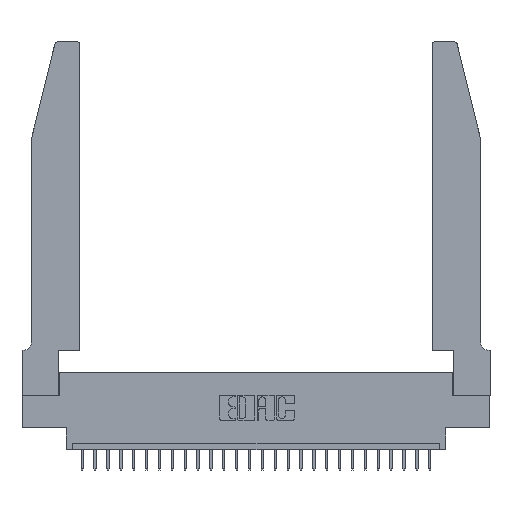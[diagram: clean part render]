
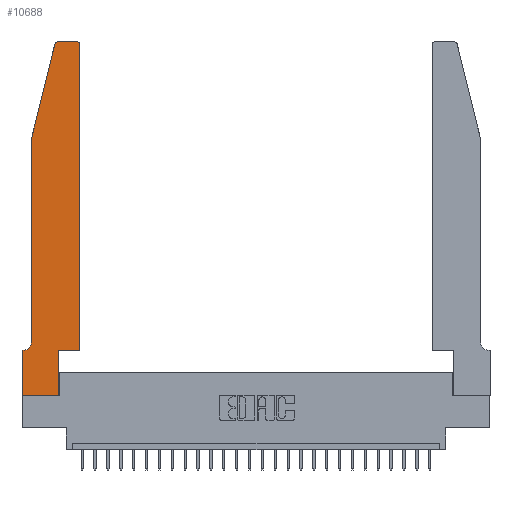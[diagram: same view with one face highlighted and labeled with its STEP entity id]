
A CAD part, top view. The second image highlights one B-rep face of the part: STEP entity #10688.
In plain terms, the highlighted planar face has unit normal (0, 0, 1).
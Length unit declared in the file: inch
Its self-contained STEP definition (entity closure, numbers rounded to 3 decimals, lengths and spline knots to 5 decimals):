
#167 = EDGE_CURVE ( 'NONE', #24604, #6842, #1697, .T. ) ;
#385 = DIRECTION ( 'NONE',  ( 0., 0., -1. ) ) ;
#1310 = LINE ( 'NONE', #20674, #1635 ) ;
#1337 = EDGE_CURVE ( 'NONE', #1580, #5845, #19262, .T. ) ;
#1421 = VERTEX_POINT ( 'NONE', #15244 ) ;
#1580 = VERTEX_POINT ( 'NONE', #11445 ) ;
#1635 = VECTOR ( 'NONE', #1968, 39.37008 ) ;
#1697 = LINE ( 'NONE', #7924, #2359 ) ;
#1968 = DIRECTION ( 'NONE',  ( 0., -1., 0. ) ) ;
#2248 = DIRECTION ( 'NONE',  ( 1., 0., 0. ) ) ;
#2298 = FACE_OUTER_BOUND ( 'NONE', #12440, .T. ) ;
#2359 = VECTOR ( 'NONE', #16452, 39.37008 ) ;
#2478 = EDGE_CURVE ( 'NONE', #13440, #12384, #1310, .T. ) ;
#2686 = ORIENTED_EDGE ( 'NONE', *, *, #2478, .T. ) ;
#2799 = CARTESIAN_POINT ( 'NONE',  ( 0.0755, 2., 0.37 ) ) ;
#2880 = LINE ( 'NONE', #21509, #25111 ) ;
#2930 = CARTESIAN_POINT ( 'NONE',  ( 0., 0., 0.37 ) ) ;
#3078 = ORIENTED_EDGE ( 'NONE', *, *, #7224, .T. ) ;
#3767 = CARTESIAN_POINT ( 'NONE',  ( 0.2865, 0.35, 0.37 ) ) ;
#3886 = VECTOR ( 'NONE', #7719, 39.37008 ) ;
#4624 = ORIENTED_EDGE ( 'NONE', *, *, #13114, .T. ) ;
#4753 = CARTESIAN_POINT ( 'NONE',  ( 0.2865, 0., 0.37 ) ) ;
#4839 = LINE ( 'NONE', #2799, #27773 ) ;
#4992 = EDGE_CURVE ( 'NONE', #17196, #1421, #12350, .T. ) ;
#5173 = EDGE_CURVE ( 'NONE', #5845, #11962, #2880, .T. ) ;
#5258 = CARTESIAN_POINT ( 'NONE',  ( 0.25487, 2.72718, 0.37 ) ) ;
#5466 = CIRCLE ( 'NONE', #13546, 0.03 ) ;
#5845 = VERTEX_POINT ( 'NONE', #22485 ) ;
#6274 = CARTESIAN_POINT ( 'NONE',  ( 0.0755, 2., 0.37 ) ) ;
#6842 = VERTEX_POINT ( 'NONE', #27832 ) ;
#6983 = ORIENTED_EDGE ( 'NONE', *, *, #4992, .T. ) ;
#7224 = EDGE_CURVE ( 'NONE', #14469, #13440, #4839, .T. ) ;
#7521 = EDGE_CURVE ( 'NONE', #11962, #17891, #13627, .T. ) ;
#7719 = DIRECTION ( 'NONE',  ( 1., 0., 0. ) ) ;
#7782 = DIRECTION ( 'NONE',  ( 0., 0., 1. ) ) ;
#7924 = CARTESIAN_POINT ( 'NONE',  ( 0.2605, 2.75, 0.37 ) ) ;
#7974 = DIRECTION ( 'NONE',  ( 1., 0., 0. ) ) ;
#8264 = LINE ( 'NONE', #20728, #3886 ) ;
#8775 = LINE ( 'NONE', #9835, #22940 ) ;
#8868 = ORIENTED_EDGE ( 'NONE', *, *, #23437, .T. ) ;
#8925 = ORIENTED_EDGE ( 'NONE', *, *, #13746, .T. ) ;
#9169 = CARTESIAN_POINT ( 'NONE',  ( 0.0755, 0.42, 0.37 ) ) ;
#9215 = VECTOR ( 'NONE', #16155, 39.37008 ) ;
#9231 = DIRECTION ( 'NONE',  ( 0., 1., 0. ) ) ;
#9443 = AXIS2_PLACEMENT_3D ( 'NONE', #10852, #25899, #2248 ) ;
#9835 = CARTESIAN_POINT ( 'NONE',  ( 0.2865, 0.35, 0.37 ) ) ;
#9963 = CIRCLE ( 'NONE', #18826, 0.07 ) ;
#10688 = ADVANCED_FACE ( 'NONE', ( #2298 ), #16777, .T. ) ;
#10795 = DIRECTION ( 'NONE',  ( 0., -1., 0. ) ) ;
#10852 = CARTESIAN_POINT ( 'NONE',  ( 0.284, 2.72, 0.37 ) ) ;
#11445 = CARTESIAN_POINT ( 'NONE',  ( 0.0055, 0.35, 0.37 ) ) ;
#11591 = DIRECTION ( 'NONE',  ( -0.239, -0.971, 0. ) ) ;
#11643 = CARTESIAN_POINT ( 'NONE',  ( 0.0055, 0.42, 0.37 ) ) ;
#11962 = VERTEX_POINT ( 'NONE', #18504 ) ;
#12131 = CARTESIAN_POINT ( 'NONE',  ( 0., 0.35, 0.37 ) ) ;
#12214 = DIRECTION ( 'NONE',  ( 0., 1., 0. ) ) ;
#12350 = LINE ( 'NONE', #25912, #25802 ) ;
#12384 = VERTEX_POINT ( 'NONE', #9169 ) ;
#12440 = EDGE_LOOP ( 'NONE', ( #14663, #15796, #3078, #2686, #18449, #21609, #12996, #12804, #8925, #4624, #6983, #8868 ) ) ;
#12804 = ORIENTED_EDGE ( 'NONE', *, *, #7521, .T. ) ;
#12996 = ORIENTED_EDGE ( 'NONE', *, *, #5173, .T. ) ;
#13114 = EDGE_CURVE ( 'NONE', #22223, #17196, #8264, .T. ) ;
#13440 = VERTEX_POINT ( 'NONE', #6274 ) ;
#13546 = AXIS2_PLACEMENT_3D ( 'NONE', #22810, #27037, #14372 ) ;
#13627 = LINE ( 'NONE', #2930, #9215 ) ;
#13746 = EDGE_CURVE ( 'NONE', #17891, #22223, #8775, .T. ) ;
#14372 = DIRECTION ( 'NONE',  ( 1., 0., 0. ) ) ;
#14402 = DIRECTION ( 'NONE',  ( -1., 0., 0. ) ) ;
#14469 = VERTEX_POINT ( 'NONE', #5258 ) ;
#14663 = ORIENTED_EDGE ( 'NONE', *, *, #167, .T. ) ;
#15244 = CARTESIAN_POINT ( 'NONE',  ( 0.4505, 2.72, 0.37 ) ) ;
#15796 = ORIENTED_EDGE ( 'NONE', *, *, #27897, .T. ) ;
#16155 = DIRECTION ( 'NONE',  ( 1., 0., 0. ) ) ;
#16452 = DIRECTION ( 'NONE',  ( -1., 0., 0. ) ) ;
#16583 = VECTOR ( 'NONE', #14402, 39.37008 ) ;
#16777 = PLANE ( 'NONE',  #19936 ) ;
#17196 = VERTEX_POINT ( 'NONE', #17691 ) ;
#17415 = EDGE_CURVE ( 'NONE', #12384, #1580, #9963, .T. ) ;
#17681 = DIRECTION ( 'NONE',  ( -1., 0., 0. ) ) ;
#17691 = CARTESIAN_POINT ( 'NONE',  ( 0.4505, 0.35, 0.37 ) ) ;
#17891 = VERTEX_POINT ( 'NONE', #4753 ) ;
#18449 = ORIENTED_EDGE ( 'NONE', *, *, #17415, .T. ) ;
#18504 = CARTESIAN_POINT ( 'NONE',  ( 0., 0., 0.37 ) ) ;
#18826 = AXIS2_PLACEMENT_3D ( 'NONE', #11643, #385, #17681 ) ;
#19262 = LINE ( 'NONE', #25271, #16583 ) ;
#19936 = AXIS2_PLACEMENT_3D ( 'NONE', #12131, #7782, #7974 ) ;
#20674 = CARTESIAN_POINT ( 'NONE',  ( 0.0755, 2., 0.37 ) ) ;
#20728 = CARTESIAN_POINT ( 'NONE',  ( 0.4505, 0.35, 0.37 ) ) ;
#21509 = CARTESIAN_POINT ( 'NONE',  ( 0., 0., 0.37 ) ) ;
#21609 = ORIENTED_EDGE ( 'NONE', *, *, #1337, .T. ) ;
#22223 = VERTEX_POINT ( 'NONE', #3767 ) ;
#22485 = CARTESIAN_POINT ( 'NONE',  ( 0., 0.35, 0.37 ) ) ;
#22810 = CARTESIAN_POINT ( 'NONE',  ( 0.4205, 2.72, 0.37 ) ) ;
#22940 = VECTOR ( 'NONE', #12214, 39.37008 ) ;
#23437 = EDGE_CURVE ( 'NONE', #1421, #24604, #5466, .T. ) ;
#24604 = VERTEX_POINT ( 'NONE', #25020 ) ;
#25020 = CARTESIAN_POINT ( 'NONE',  ( 0.4205, 2.75, 0.37 ) ) ;
#25111 = VECTOR ( 'NONE', #10795, 39.37008 ) ;
#25271 = CARTESIAN_POINT ( 'NONE',  ( 0.0755, 0.35, 0.37 ) ) ;
#25444 = CIRCLE ( 'NONE', #9443, 0.03 ) ;
#25802 = VECTOR ( 'NONE', #9231, 39.37008 ) ;
#25899 = DIRECTION ( 'NONE',  ( 0., 0., 1. ) ) ;
#25912 = CARTESIAN_POINT ( 'NONE',  ( 0.4505, 0.35, 0.37 ) ) ;
#27037 = DIRECTION ( 'NONE',  ( 0., 0., 1. ) ) ;
#27773 = VECTOR ( 'NONE', #11591, 39.37008 ) ;
#27832 = CARTESIAN_POINT ( 'NONE',  ( 0.284, 2.75, 0.37 ) ) ;
#27897 = EDGE_CURVE ( 'NONE', #6842, #14469, #25444, .T. ) ;
